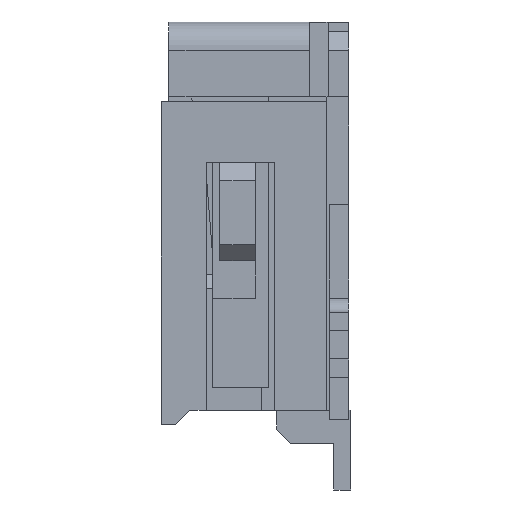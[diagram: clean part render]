
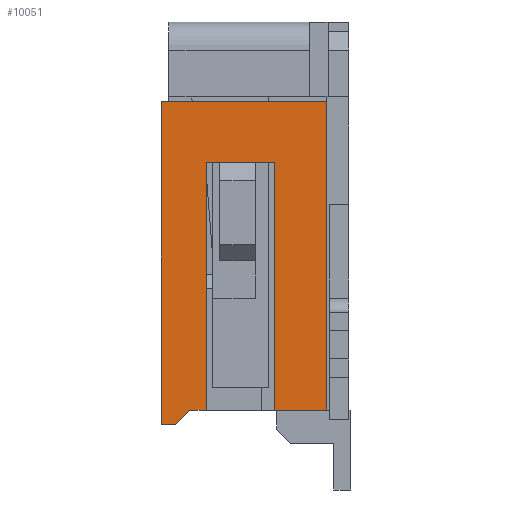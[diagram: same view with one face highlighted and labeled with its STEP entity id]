
A CAD part, left-side view. The second image highlights one B-rep face of the part: STEP entity #10051.
In plain terms, the highlighted planar face has unit normal (-1, 0, 0).
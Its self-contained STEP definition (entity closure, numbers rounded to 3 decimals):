
#3450=DIRECTION('',(0.,0.,-1.));
#3451=VECTOR('',#3450,3.3);
#3452=CARTESIAN_POINT('',(-3.9,0.24,3.45));
#3453=LINE('',#3452,#3451);
#3454=DIRECTION('',(0.,1.,0.));
#3455=VECTOR('',#3454,0.55);
#3456=CARTESIAN_POINT('',(-3.9,0.24,0.15));
#3457=LINE('',#3456,#3455);
#3458=DIRECTION('',(0.,0.,1.));
#3459=VECTOR('',#3458,2.65);
#3460=CARTESIAN_POINT('',(-3.9,0.79,0.15));
#3461=LINE('',#3460,#3459);
#3462=DIRECTION('',(0.,1.,0.));
#3463=VECTOR('',#3462,0.73);
#3464=CARTESIAN_POINT('',(-3.9,0.79,2.8));
#3465=LINE('',#3464,#3463);
#3466=DIRECTION('',(0.,0.,1.));
#3467=VECTOR('',#3466,2.65);
#3468=CARTESIAN_POINT('',(-3.9,1.52,0.15));
#3469=LINE('',#3468,#3467);
#3470=DIRECTION('',(0.,1.,0.));
#3471=VECTOR('',#3470,0.18);
#3472=CARTESIAN_POINT('',(-3.9,1.52,0.15));
#3473=LINE('',#3472,#3471);
#3474=DIRECTION('',(0.,-0.707,0.707));
#3475=VECTOR('',#3474,0.212);
#3476=CARTESIAN_POINT('',(-3.9,1.85,0.));
#3477=LINE('',#3476,#3475);
#3478=DIRECTION('',(0.,0.,1.));
#3479=VECTOR('',#3478,3.45);
#3480=CARTESIAN_POINT('',(-3.9,2.,0.));
#3481=LINE('',#3480,#3479);
#3482=DIRECTION('',(0.,-1.,0.));
#3483=VECTOR('',#3482,1.76);
#3484=CARTESIAN_POINT('',(-3.9,2.,3.45));
#3485=LINE('',#3484,#3483);
#3523=DIRECTION('',(0.,-1.,0.));
#3524=VECTOR('',#3523,0.15);
#3525=CARTESIAN_POINT('',(-3.9,2.,0.));
#3526=LINE('',#3525,#3524);
#4252=CARTESIAN_POINT('',(-3.9,2.,0.));
#4254=VERTEX_POINT('',#4252);
#4265=CARTESIAN_POINT('',(-3.9,1.85,0.));
#4267=VERTEX_POINT('',#4265);
#4271=CARTESIAN_POINT('',(-3.9,1.7,0.15));
#4272=VERTEX_POINT('',#4271);
#4287=CARTESIAN_POINT('',(-3.9,2.,3.45));
#4288=VERTEX_POINT('',#4287);
#4297=CARTESIAN_POINT('',(-3.9,0.79,2.8));
#4298=CARTESIAN_POINT('',(-3.9,1.52,2.8));
#4299=VERTEX_POINT('',#4297);
#4300=VERTEX_POINT('',#4298);
#4301=CARTESIAN_POINT('',(-3.9,1.52,0.15));
#4302=VERTEX_POINT('',#4301);
#4303=CARTESIAN_POINT('',(-3.9,0.79,0.15));
#4304=VERTEX_POINT('',#4303);
#4321=CARTESIAN_POINT('',(-3.9,0.24,3.45));
#4322=CARTESIAN_POINT('',(-3.9,0.24,0.15));
#4323=VERTEX_POINT('',#4321);
#4324=VERTEX_POINT('',#4322);
#10031=CARTESIAN_POINT('',(-3.9,2.,0.));
#10032=DIRECTION('',(-1.,0.,0.));
#10033=DIRECTION('',(0.,-1.,0.));
#10034=AXIS2_PLACEMENT_3D('',#10031,#10032,#10033);
#10035=PLANE('',#10034);
#10036=ORIENTED_EDGE('',*,*,#8211,.T.);
#10037=ORIENTED_EDGE('',*,*,#8319,.T.);
#10039=ORIENTED_EDGE('',*,*,#10038,.T.);
#10040=ORIENTED_EDGE('',*,*,#7301,.T.);
#10041=ORIENTED_EDGE('',*,*,#9103,.F.);
#10042=ORIENTED_EDGE('',*,*,#8309,.T.);
#10044=ORIENTED_EDGE('',*,*,#10043,.F.);
#10046=ORIENTED_EDGE('',*,*,#10045,.F.);
#10047=ORIENTED_EDGE('',*,*,#9990,.T.);
#10048=ORIENTED_EDGE('',*,*,#7180,.T.);
#10049=EDGE_LOOP('',(#10036,#10037,#10039,#10040,#10041,#10042,#10044,#10046,
#10047,#10048));
#10050=FACE_OUTER_BOUND('',#10049,.F.);
#10051=ADVANCED_FACE('',(#10050),#10035,.T.);
#7180=EDGE_CURVE('',#4288,#4323,#3485,.T.);
#7301=EDGE_CURVE('',#4299,#4300,#3465,.T.);
#8211=EDGE_CURVE('',#4323,#4324,#3453,.T.);
#8309=EDGE_CURVE('',#4302,#4272,#3473,.T.);
#8319=EDGE_CURVE('',#4324,#4304,#3457,.T.);
#9103=EDGE_CURVE('',#4302,#4300,#3469,.T.);
#9990=EDGE_CURVE('',#4254,#4288,#3481,.T.);
#10038=EDGE_CURVE('',#4304,#4299,#3461,.T.);
#10043=EDGE_CURVE('',#4267,#4272,#3477,.T.);
#10045=EDGE_CURVE('',#4254,#4267,#3526,.T.);
